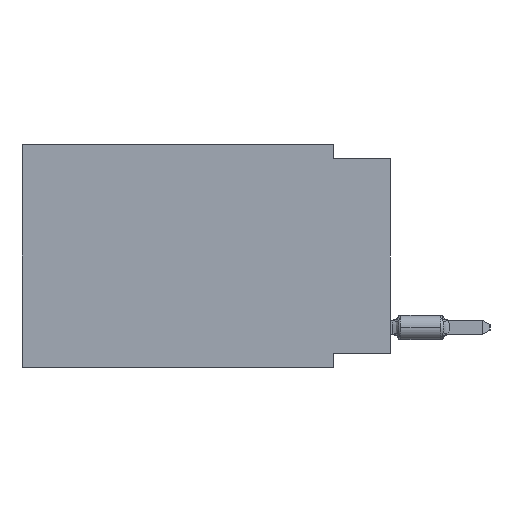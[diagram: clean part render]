
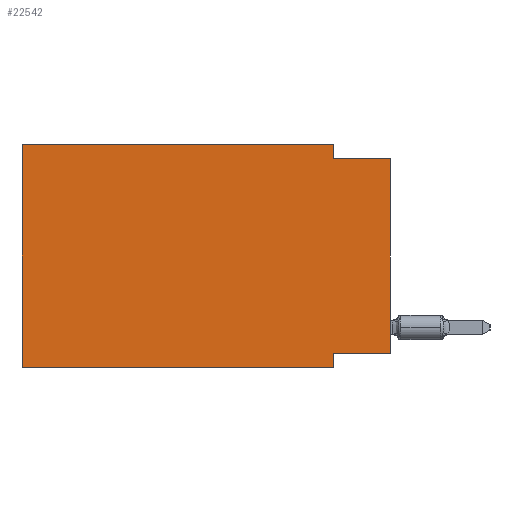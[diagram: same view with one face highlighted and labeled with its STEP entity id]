
A CAD part, left-side view. The second image highlights one B-rep face of the part: STEP entity #22542.
In plain terms, the highlighted planar face has unit normal (-1, 0, 0).
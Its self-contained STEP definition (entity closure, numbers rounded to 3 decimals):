
#168 = LINE ( 'NONE', #16828, #6827 ) ;
#1316 = EDGE_CURVE ( 'NONE', #24578, #7430, #31257, .T. ) ;
#1398 = ORIENTED_EDGE ( 'NONE', *, *, #34253, .F. ) ;
#1486 = DIRECTION ( 'NONE',  ( 0., 0., -1. ) ) ;
#1569 = CARTESIAN_POINT ( 'NONE',  ( 0., 2.54, -9.906 ) ) ;
#1708 = VERTEX_POINT ( 'NONE', #1569 ) ;
#2278 = CARTESIAN_POINT ( 'NONE',  ( 0., 2.54, -9.906 ) ) ;
#2295 = VECTOR ( 'NONE', #29263, 1000. ) ;
#2590 = CARTESIAN_POINT ( 'NONE',  ( 0., 0., -0.635 ) ) ;
#2931 = VECTOR ( 'NONE', #32393, 1000. ) ;
#3499 = DIRECTION ( 'NONE',  ( 0., 1., 0. ) ) ;
#4125 = LINE ( 'NONE', #25205, #17053 ) ;
#4641 = DIRECTION ( 'NONE',  ( 1., 0., 0. ) ) ;
#6028 = VERTEX_POINT ( 'NONE', #8019 ) ;
#6719 = CARTESIAN_POINT ( 'NONE',  ( 0., 0., 0. ) ) ;
#6827 = VECTOR ( 'NONE', #3499, 1000. ) ;
#7207 = DIRECTION ( 'NONE',  ( 0., 0., 1. ) ) ;
#7430 = VERTEX_POINT ( 'NONE', #27072 ) ;
#8019 = CARTESIAN_POINT ( 'NONE',  ( 0., 2.54, -0.635 ) ) ;
#9363 = LINE ( 'NONE', #6719, #2931 ) ;
#9553 = DIRECTION ( 'NONE',  ( 0., -1., 0. ) ) ;
#10596 = CARTESIAN_POINT ( 'NONE',  ( 0., 16.383, -9.906 ) ) ;
#10712 = EDGE_CURVE ( 'NONE', #24578, #1708, #4125, .T. ) ;
#11566 = ORIENTED_EDGE ( 'NONE', *, *, #18762, .T. ) ;
#12977 = DIRECTION ( 'NONE',  ( 0., 0., -1. ) ) ;
#13299 = CARTESIAN_POINT ( 'NONE',  ( 0., 16.383, 0. ) ) ;
#14820 = ORIENTED_EDGE ( 'NONE', *, *, #15572, .F. ) ;
#14860 = CARTESIAN_POINT ( 'NONE',  ( 0., 2.54, 0. ) ) ;
#15572 = EDGE_CURVE ( 'NONE', #7430, #17379, #26309, .T. ) ;
#16828 = CARTESIAN_POINT ( 'NONE',  ( 0., 0., -9.271 ) ) ;
#17053 = VECTOR ( 'NONE', #9553, 1000. ) ;
#17222 = ORIENTED_EDGE ( 'NONE', *, *, #32473, .F. ) ;
#17379 = VERTEX_POINT ( 'NONE', #21236 ) ;
#17516 = EDGE_CURVE ( 'NONE', #25344, #18245, #168, .T. ) ;
#17970 = FACE_OUTER_BOUND ( 'NONE', #18194, .T. ) ;
#18194 = EDGE_LOOP ( 'NONE', ( #11566, #20926, #1398, #14820, #23086, #33333, #17222, #19478 ) ) ;
#18245 = VERTEX_POINT ( 'NONE', #21748 ) ;
#18762 = EDGE_CURVE ( 'NONE', #25344, #22160, #9363, .T. ) ;
#19478 = ORIENTED_EDGE ( 'NONE', *, *, #17516, .F. ) ;
#20926 = ORIENTED_EDGE ( 'NONE', *, *, #25212, .F. ) ;
#21236 = CARTESIAN_POINT ( 'NONE',  ( 0., 2.54, 0. ) ) ;
#21748 = CARTESIAN_POINT ( 'NONE',  ( 0., 2.54, -9.271 ) ) ;
#22160 = VERTEX_POINT ( 'NONE', #27600 ) ;
#22236 = LINE ( 'NONE', #14860, #31776 ) ;
#22542 = ADVANCED_FACE ( 'NONE', ( #17970 ), #28675, .F. ) ;
#23086 = ORIENTED_EDGE ( 'NONE', *, *, #1316, .F. ) ;
#23522 = LINE ( 'NONE', #2278, #26630 ) ;
#24578 = VERTEX_POINT ( 'NONE', #10596 ) ;
#25205 = CARTESIAN_POINT ( 'NONE',  ( 0., 16.383, -9.906 ) ) ;
#25212 = EDGE_CURVE ( 'NONE', #6028, #22160, #28932, .T. ) ;
#25344 = VERTEX_POINT ( 'NONE', #32933 ) ;
#26010 = CARTESIAN_POINT ( 'NONE',  ( 0., 16.383, 0. ) ) ;
#26309 = LINE ( 'NONE', #13299, #33566 ) ;
#26630 = VECTOR ( 'NONE', #12977, 1000. ) ;
#27072 = CARTESIAN_POINT ( 'NONE',  ( 0., 16.383, 0. ) ) ;
#27600 = CARTESIAN_POINT ( 'NONE',  ( 0., 0., -0.635 ) ) ;
#27642 = AXIS2_PLACEMENT_3D ( 'NONE', #30781, #4641, #1486 ) ;
#28675 = PLANE ( 'NONE',  #27642 ) ;
#28932 = LINE ( 'NONE', #2590, #2295 ) ;
#29263 = DIRECTION ( 'NONE',  ( 0., -1., 0. ) ) ;
#30065 = VECTOR ( 'NONE', #7207, 1000. ) ;
#30781 = CARTESIAN_POINT ( 'NONE',  ( 0., 16.383, 0. ) ) ;
#31257 = LINE ( 'NONE', #26010, #30065 ) ;
#31776 = VECTOR ( 'NONE', #32935, 1000. ) ;
#32393 = DIRECTION ( 'NONE',  ( 0., 0., 1. ) ) ;
#32473 = EDGE_CURVE ( 'NONE', #18245, #1708, #23522, .T. ) ;
#32933 = CARTESIAN_POINT ( 'NONE',  ( 0., 0., -9.271 ) ) ;
#32935 = DIRECTION ( 'NONE',  ( 0., 0., -1. ) ) ;
#33333 = ORIENTED_EDGE ( 'NONE', *, *, #10712, .T. ) ;
#33566 = VECTOR ( 'NONE', #34365, 1000. ) ;
#34253 = EDGE_CURVE ( 'NONE', #17379, #6028, #22236, .T. ) ;
#34365 = DIRECTION ( 'NONE',  ( 0., -1., 0. ) ) ;
